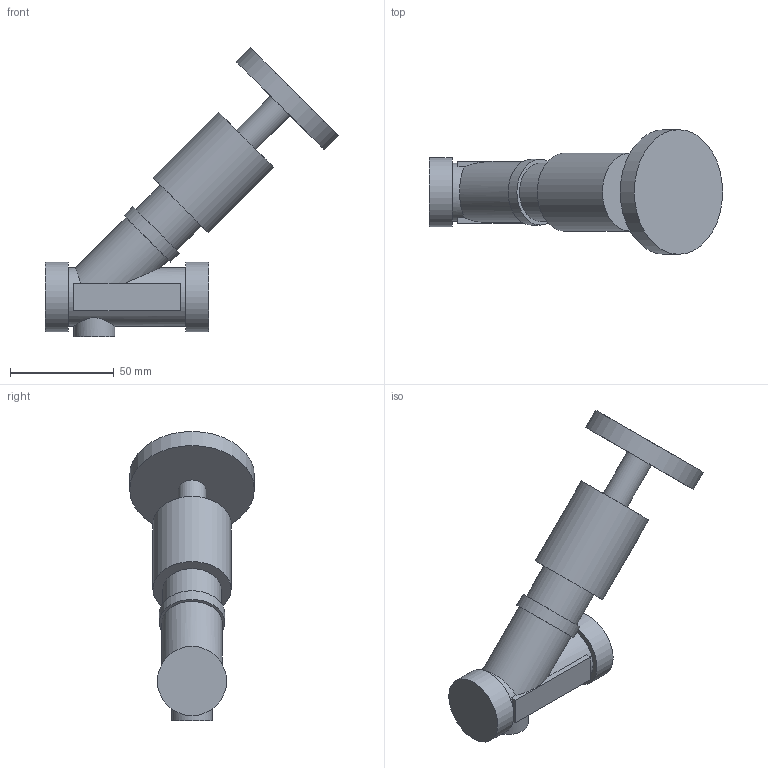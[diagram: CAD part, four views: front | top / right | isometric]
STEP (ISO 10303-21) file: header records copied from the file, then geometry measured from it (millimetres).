
FILE_DESCRIPTION(/* description */ ('STEP AP203'),/* implementation_level */ '2;1');
FILE_NAME(/* name */ '0780G020CH',/* time_stamp */ '2024-03-19T17:37:43+01:00',/* author */ ('License CC BY-ND 4.0'),/* organization */ ('CADENAS'),/* preprocessor_version */ 'ST-DEVELOPER v19.3',/* originating_system */ 'PARTsolutions',/* authorisation */ ' ');
FILE_SCHEMA (('CONFIG_CONTROL_DESIGN'));
Length unit declared in the file: millimetre
Products named in the file (1): 0780G020CH
Bounding box: 141 x 60 x 139 mm (x, y, z)
Volume: 167275.9 mm3; surface area: 29109.4 mm2
Topology: 1 solids, 1 shells, 31 faces, 62 edges, 41 vertices
Faces by surface type: plane 21, cylinder 10
Full cylindrical faces by diameter (mm): 13.3 x1, 19.625 x1, 27.929 x2, 28.927 x1, 31.587 x1, 33.249 x2, 37.571 x1, 60 x1
Entity records: 812 total; most frequent: CARTESIAN_POINT 169, DIRECTION 134, ORIENTED_EDGE 98, AXIS2_PLACEMENT_3D 56, EDGE_LOOP 50, FACE_BOUND 50, EDGE_CURVE 49, VERTEX_POINT 39
